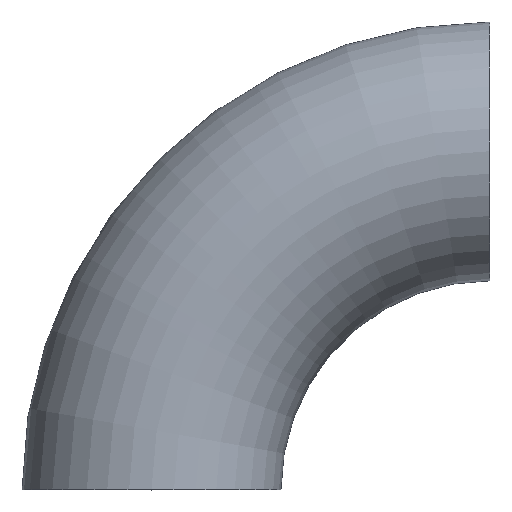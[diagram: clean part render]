
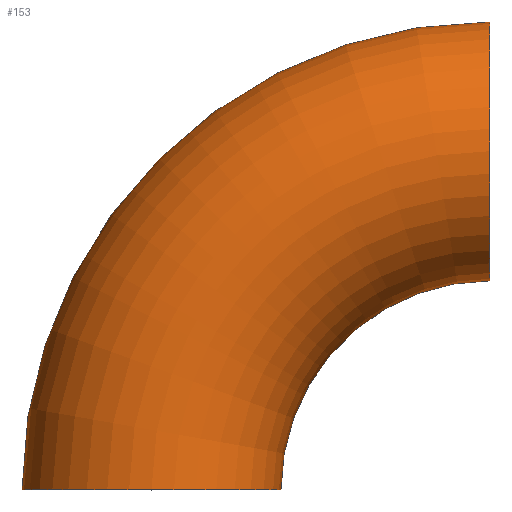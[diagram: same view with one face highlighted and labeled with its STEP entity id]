
A CAD part, top view. The second image highlights one B-rep face of the part: STEP entity #153.
In plain terms, the highlighted toroidal (fillet/blend) face has major radius 400 mm and minor radius 153 mm.
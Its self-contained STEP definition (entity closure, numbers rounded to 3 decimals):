
#6 = EDGE_CURVE ( 'NONE', #215, #21, #10, .T. ) ;
#7 = CIRCLE ( 'NONE', #143, 153. ) ;
#10 = CIRCLE ( 'NONE', #249, 553. ) ;
#15 = CARTESIAN_POINT ( 'NONE',  ( 400., 553., 0. ) ) ;
#21 = VERTEX_POINT ( 'NONE', #115 ) ;
#27 = TOROIDAL_SURFACE ( 'NONE', #216, 400., 153. ) ;
#28 = ORIENTED_EDGE ( 'NONE', *, *, #166, .F. ) ;
#33 = CARTESIAN_POINT ( 'NONE',  ( 400., 0., 0. ) ) ;
#45 = AXIS2_PLACEMENT_3D ( 'NONE', #203, #51, #202 ) ;
#46 = DIRECTION ( 'NONE',  ( 0., 0., 1. ) ) ;
#47 = DIRECTION ( 'NONE',  ( 0., 0., 1. ) ) ;
#51 = DIRECTION ( 'NONE',  ( 0., 0., 1. ) ) ;
#55 = EDGE_CURVE ( 'NONE', #21, #222, #194, .T. ) ;
#63 = VERTEX_POINT ( 'NONE', #68 ) ;
#68 = CARTESIAN_POINT ( 'NONE',  ( 400., 247., 0. ) ) ;
#77 = FACE_OUTER_BOUND ( 'NONE', #217, .T. ) ;
#89 = ORIENTED_EDGE ( 'NONE', *, *, #6, .T. ) ;
#104 = CARTESIAN_POINT ( 'NONE',  ( 400., 400., 0. ) ) ;
#114 = CARTESIAN_POINT ( 'NONE',  ( 0., 0., 0. ) ) ;
#115 = CARTESIAN_POINT ( 'NONE',  ( -153., 0., 0. ) ) ;
#128 = DIRECTION ( 'NONE',  ( 1., 0., 0. ) ) ;
#134 = DIRECTION ( 'NONE',  ( 0., 0., 1. ) ) ;
#137 = DIRECTION ( 'NONE',  ( 1., 0., 0. ) ) ;
#143 = AXIS2_PLACEMENT_3D ( 'NONE', #104, #177, #180 ) ;
#153 = ADVANCED_FACE ( 'NONE', ( #77 ), #27, .T. ) ;
#166 = EDGE_CURVE ( 'NONE', #215, #63, #7, .T. ) ;
#177 = DIRECTION ( 'NONE',  ( 1., 0., 0. ) ) ;
#180 = DIRECTION ( 'NONE',  ( 0., 0., 1. ) ) ;
#181 = EDGE_CURVE ( 'NONE', #63, #222, #242, .T. ) ;
#192 = AXIS2_PLACEMENT_3D ( 'NONE', #114, #224, #46 ) ;
#193 = ORIENTED_EDGE ( 'NONE', *, *, #55, .T. ) ;
#194 = CIRCLE ( 'NONE', #192, 153. ) ;
#202 = DIRECTION ( 'NONE',  ( 1., 0., 0. ) ) ;
#203 = CARTESIAN_POINT ( 'NONE',  ( 400., 0., 0. ) ) ;
#210 = ORIENTED_EDGE ( 'NONE', *, *, #181, .F. ) ;
#215 = VERTEX_POINT ( 'NONE', #15 ) ;
#216 = AXIS2_PLACEMENT_3D ( 'NONE', #250, #134, #137 ) ;
#217 = EDGE_LOOP ( 'NONE', ( #28, #89, #193, #210 ) ) ;
#222 = VERTEX_POINT ( 'NONE', #228 ) ;
#224 = DIRECTION ( 'NONE',  ( 0., 1., 0. ) ) ;
#228 = CARTESIAN_POINT ( 'NONE',  ( 153., 0., 0. ) ) ;
#242 = CIRCLE ( 'NONE', #45, 247. ) ;
#249 = AXIS2_PLACEMENT_3D ( 'NONE', #33, #47, #128 ) ;
#250 = CARTESIAN_POINT ( 'NONE',  ( 400., 0., 0. ) ) ;
